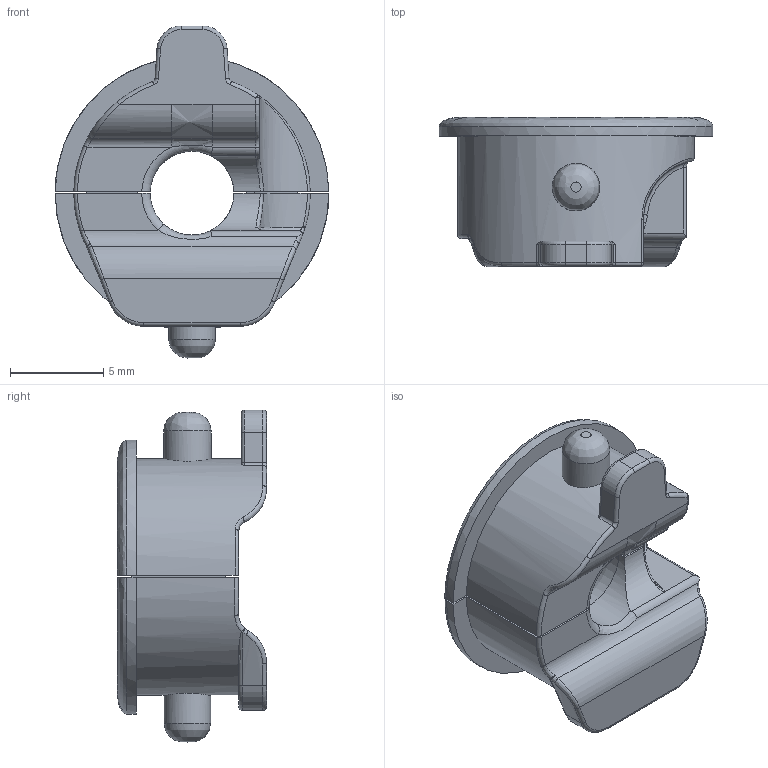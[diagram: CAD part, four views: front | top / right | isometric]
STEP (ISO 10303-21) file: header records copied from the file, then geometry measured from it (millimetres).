
FILE_DESCRIPTION(/* description */ (''),/* implementation_level */ '2;1');
FILE_NAME(/* name */ 'OEMcablePlug.step',/* time_stamp */ '2024-02-22T23:54:37+09:00',/* author */ (''),/* organization */ (''),/* preprocessor_version */ 'ST-DEVELOPER v20',/* originating_system */ 'Autodesk Translation Framework v12.20.1.177',/* authorisation */ '');
FILE_SCHEMA (('AUTOMOTIVE_DESIGN { 1 0 10303 214 3 1 1 }'));
Length unit declared in the file: millimetre
Products named in the file (1): OlympiaShellCollection
Bounding box: 14.7 x 8 x 17.82 mm (x, y, z)
Volume: 746.5 mm3; surface area: 864.9 mm2
Topology: 2 solids, 2 shells, 156 faces, 374 edges, 226 vertices
Faces by surface type: cylinder 57, plane 37, torus 35, bspline 25, sphere 2
Full cylindrical faces by diameter (mm): 2.5 x1, 2.55 x1
Entity records: 6160 total; most frequent: CARTESIAN_POINT 2605, ORIENTED_EDGE 744, DIRECTION 726, EDGE_CURVE 372, AXIS2_PLACEMENT_3D 301, VERTEX_POINT 226, EDGE_LOOP 162, CIRCLE 159
